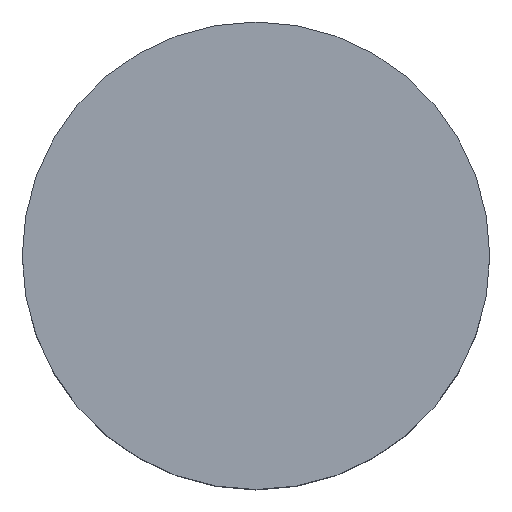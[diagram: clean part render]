
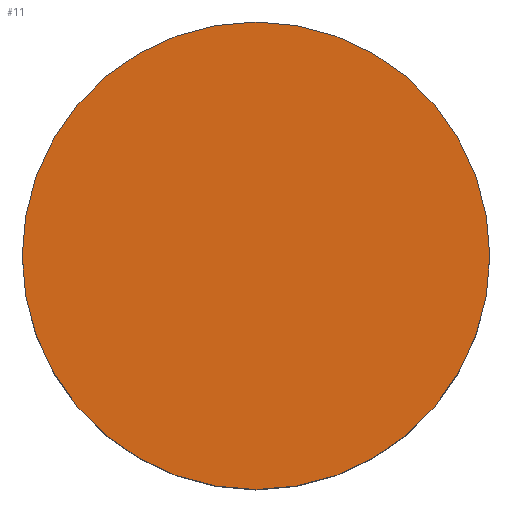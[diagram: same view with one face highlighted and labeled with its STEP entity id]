
A CAD part, top view. The second image highlights one B-rep face of the part: STEP entity #11.
In plain terms, the highlighted planar face has unit normal (0, 0, 1).
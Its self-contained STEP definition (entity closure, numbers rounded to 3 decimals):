
#11 = ADVANCED_FACE ( 'NONE', ( #209 ), #207, .T. ) ;
#49 = VERTEX_POINT ( 'NONE', #74 ) ;
#54 = CARTESIAN_POINT ( 'NONE',  ( 3., 0., 0. ) ) ;
#63 = EDGE_CURVE ( 'NONE', #119, #49, #191, .T. ) ;
#67 = AXIS2_PLACEMENT_3D ( 'NONE', #127, #184, #345 ) ;
#74 = CARTESIAN_POINT ( 'NONE',  ( -3., 0., 0. ) ) ;
#119 = VERTEX_POINT ( 'NONE', #54 ) ;
#127 = CARTESIAN_POINT ( 'NONE',  ( 0., 0., 0. ) ) ;
#148 = ORIENTED_EDGE ( 'NONE', *, *, #216, .T. ) ;
#152 = CARTESIAN_POINT ( 'NONE',  ( 0., 0., 0. ) ) ;
#184 = DIRECTION ( 'NONE',  ( 0., 0., 1. ) ) ;
#186 = DIRECTION ( 'NONE',  ( 1., 0., 0. ) ) ;
#191 = CIRCLE ( 'NONE', #282, 3. ) ;
#207 = PLANE ( 'NONE',  #67 ) ;
#209 = FACE_OUTER_BOUND ( 'NONE', #340, .T. ) ;
#216 = EDGE_CURVE ( 'NONE', #49, #119, #222, .T. ) ;
#219 = DIRECTION ( 'NONE',  ( 0., 0., 1. ) ) ;
#222 = CIRCLE ( 'NONE', #311, 3. ) ;
#240 = ORIENTED_EDGE ( 'NONE', *, *, #63, .T. ) ;
#250 = CARTESIAN_POINT ( 'NONE',  ( 0., 0., 0. ) ) ;
#262 = DIRECTION ( 'NONE',  ( 1., 0., 0. ) ) ;
#282 = AXIS2_PLACEMENT_3D ( 'NONE', #152, #219, #186 ) ;
#311 = AXIS2_PLACEMENT_3D ( 'NONE', #250, #355, #262 ) ;
#340 = EDGE_LOOP ( 'NONE', ( #240, #148 ) ) ;
#345 = DIRECTION ( 'NONE',  ( 1., 0., 0. ) ) ;
#355 = DIRECTION ( 'NONE',  ( 0., 0., 1. ) ) ;
